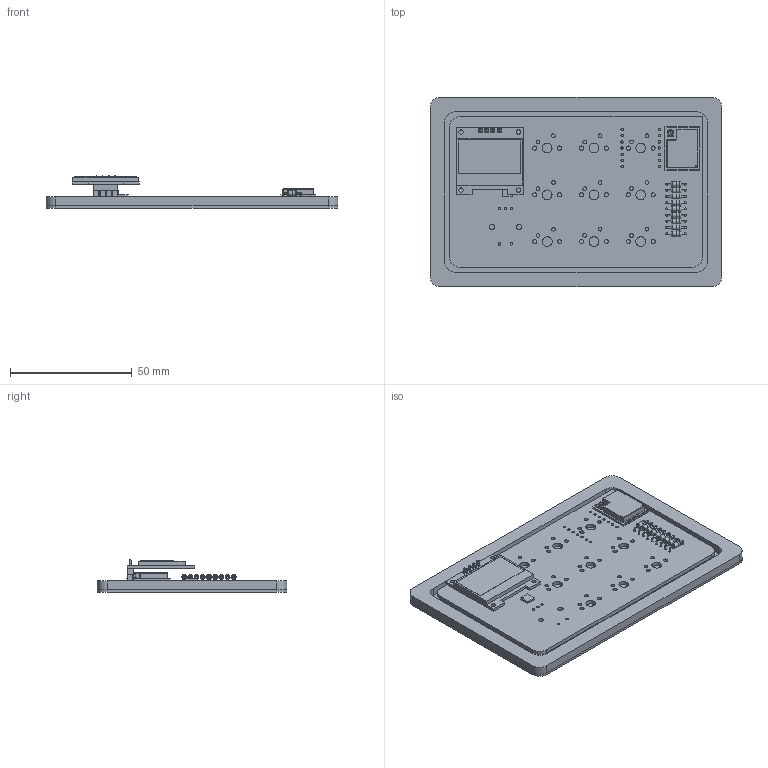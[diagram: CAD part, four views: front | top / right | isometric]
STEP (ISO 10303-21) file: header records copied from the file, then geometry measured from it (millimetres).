
FILE_DESCRIPTION(/* description */ ('STEP AP242','CAx-IF Rec.Pracs.---Representation and Presentation of Product Manufacturing Information (PMI)---4.0---2014-10-13','CAx-IF Rec.Pracs.---3D Tessellated Geometry---0.4---2014-09-14','2;1'),/* implementation_level */ '2;1');
FILE_NAME(/* name */ '6724137126729a3f391a2fe7',/* time_stamp */ '2024-10-31T23:32:02Z',/* author */ (''),/* organization */ (''),/* preprocessor_version */ 'ST-DEVELOPER v20',/* originating_system */ ' ',/* authorisation */ ' ');
FILE_SCHEMA (('AP242_MANAGED_MODEL_BASED_3D_ENGINEERING_MIM_LF { 1 0 10303 442 1 1 4 }'));
Length unit declared in the file: metre
Products named in the file (62): Assembly 1; Part 60; ESP32-C3-WROOM-02U; D_DO-35_SOD27_P7.62mm_Horizontal_2; Part 1; QFN-24-1EP_4x4mm_Pitch0.5mm; D_DO-35_SOD27_P7.62mm_Horizontal_8; D_DO-35_SOD27_P7.62mm_Horizontal_6; Part 59; D_DO-35_SOD27_P7.62mm_Horizontal; D_DO-35_SOD27_P7.62mm_Horizontal_4; _autosave-NewMacro_PCB; PinHeader_1x04_P254mm_Vertical; D_DO-35_SOD27_P7.62mm_Horizontal_7; D_DO-35_SOD27_P7.62mm_Horizontal_5; D_DO-35_SOD27_P7.62mm_Horizontal_1; D_DO-35_SOD27_P7.62mm_Horizontal_3
Assembly tree (61 placements, depth 2):
  Assembly 1
    Part 60
    ESP32-C3-WROOM-02U
    ESP32-C3-WROOM-02U
    D_DO-35_SOD27_P7.62mm_Horizontal_2
    D_DO-35_SOD27_P7.62mm_Horizontal_2
    ESP32-C3-WROOM-02U
    Part 1
    ESP32-C3-WROOM-02U
    QFN-24-1EP_4x4mm_Pitch0.5mm
    D_DO-35_SOD27_P7.62mm_Horizontal_8
    ESP32-C3-WROOM-02U
    ESP32-C3-WROOM-02U
    ESP32-C3-WROOM-02U
    ESP32-C3-WROOM-02U
    ESP32-C3-WROOM-02U
    ESP32-C3-WROOM-02U
    ESP32-C3-WROOM-02U
    ESP32-C3-WROOM-02U
    D_DO-35_SOD27_P7.62mm_Horizontal_6
    ESP32-C3-WROOM-02U
    Part 59
    D_DO-35_SOD27_P7.62mm_Horizontal
    ESP32-C3-WROOM-02U
    ESP32-C3-WROOM-02U
    ESP32-C3-WROOM-02U
    ESP32-C3-WROOM-02U
    D_DO-35_SOD27_P7.62mm_Horizontal
    ESP32-C3-WROOM-02U
    D_DO-35_SOD27_P7.62mm_Horizontal_4
    ESP32-C3-WROOM-02U
    ESP32-C3-WROOM-02U
    ESP32-C3-WROOM-02U
    ESP32-C3-WROOM-02U
    ESP32-C3-WROOM-02U
    ESP32-C3-WROOM-02U
    ESP32-C3-WROOM-02U
    ESP32-C3-WROOM-02U
    ESP32-C3-WROOM-02U
    D_DO-35_SOD27_P7.62mm_Horizontal_6
    ESP32-C3-WROOM-02U
    _autosave-NewMacro_PCB
    PinHeader_1x04_P254mm_Vertical
    ESP32-C3-WROOM-02U
    ESP32-C3-WROOM-02U
    ESP32-C3-WROOM-02U
    ESP32-C3-WROOM-02U
    D_DO-35_SOD27_P7.62mm_Horizontal_7
    D_DO-35_SOD27_P7.62mm_Horizontal_5
    D_DO-35_SOD27_P7.62mm_Horizontal_1
    ESP32-C3-WROOM-02U
    ESP32-C3-WROOM-02U
    ESP32-C3-WROOM-02U
    D_DO-35_SOD27_P7.62mm_Horizontal_5
    D_DO-35_SOD27_P7.62mm_Horizontal_3
    ESP32-C3-WROOM-02U
    D_DO-35_SOD27_P7.62mm_Horizontal_8
    D_DO-35_SOD27_P7.62mm_Horizontal_3
    D_DO-35_SOD27_P7.62mm_Horizontal_7
    D_DO-35_SOD27_P7.62mm_Horizontal_4
Bounding box: 119.67 x 77.69 x 13.19 mm (x, y, z)
Volume: 30449.8 mm3; surface area: 43624.4 mm2
Topology: 61 solids, 61 shells, 980 faces, 2352 edges, 1532 vertices
Faces by surface type: plane 680, cylinder 257, torus 37, sphere 6
Full cylindrical faces by diameter (mm): 0.2 x12, 0.4 x1, 0.5 x29, 0.8 x18, 1 x23, 1.5 x18, 1.7 x18, 1.8 x5, 2 x20, 2.02 x9, 2.2 x2, 4 x9, 7.757 x1, 8.373 x1, 9.681 x1, 9.828 x1
Entity records: 32367 total; most frequent: DIRECTION 4720, CARTESIAN_POINT 4670, ORIENTED_EDGE 4238, EDGE_CURVE 2119, LINE 1602, VECTOR 1602, AXIS2_PLACEMENT_3D 1559, VERTEX_POINT 1509
